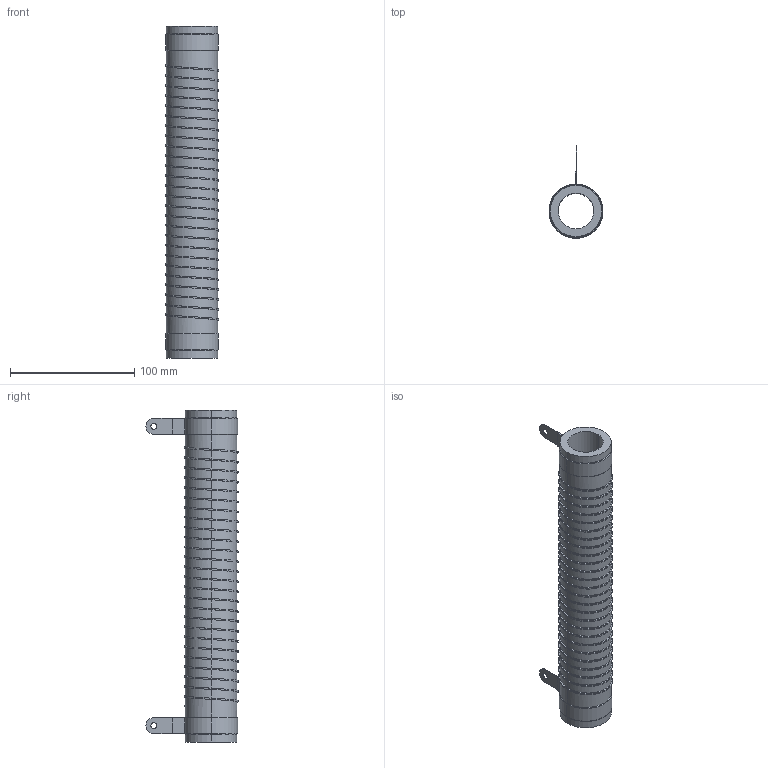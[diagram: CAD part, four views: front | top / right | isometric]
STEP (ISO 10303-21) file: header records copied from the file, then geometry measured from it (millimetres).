
FILE_DESCRIPTION (( 'STEP AP214' ), '1' );
FILE_NAME ('FSE0500.STEP', '2014-03-13T10:23:41', ( '' ), ( '' ), 'SwSTEP 2.0', 'SolidWorks 2012', '' );
FILE_SCHEMA (( 'AUTOMOTIVE_DESIGN' ));
Length unit declared in the file: millimetre
Products named in the file (1): FSE0500
Bounding box: 43.27 x 74.02 x 266.7 mm (x, y, z)
Volume: 192017.5 mm3; surface area: 68839.6 mm2
Topology: 1 solids, 1 shells, 98 faces, 268 edges, 176 vertices
Faces by surface type: cylinder 71, plane 16, cone 8, bspline 3
Entity records: 11355 total; most frequent: CARTESIAN_POINT 8034, ORIENTED_EDGE 536, DIRECTION 400, EDGE_CURVE 268, VERTEX_POINT 176, AXIS2_PLACEMENT_3D 144, LINE 112, VECTOR 112
